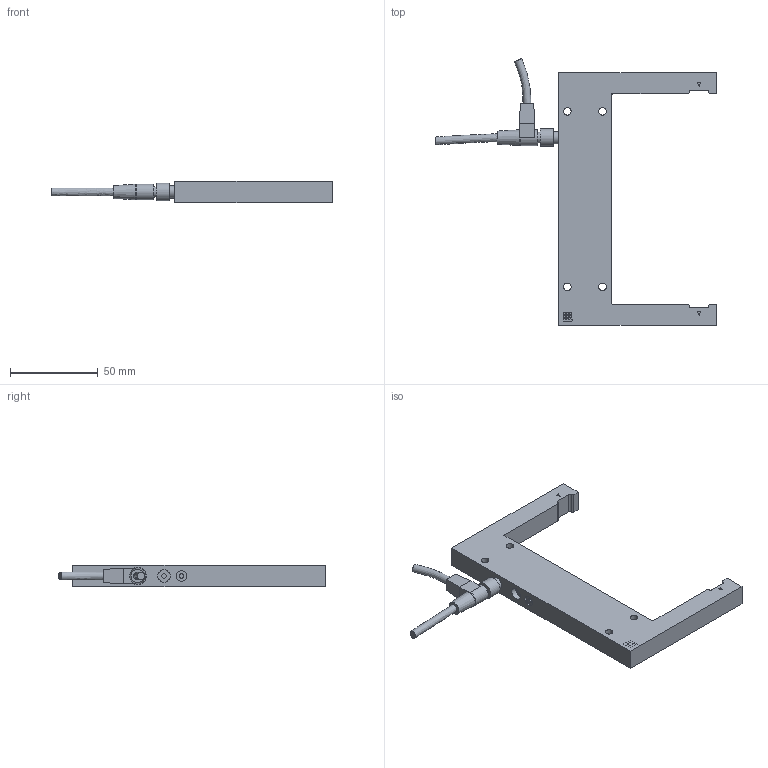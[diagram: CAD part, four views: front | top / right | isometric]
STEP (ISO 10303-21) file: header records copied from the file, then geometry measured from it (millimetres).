
FILE_DESCRIPTION(/* description */ (''),/* implementation_level */ '2;1');
FILE_NAME(/* name */ 'OGU_120.stp',/* time_stamp */ '2015-07-22T12:41:16+02:00',/* author */ ('lck'),/* organization */ (''),/* preprocessor_version */ 'ST-DEVELOPER v15.6',/* originating_system */ 'Autodesk Inventor 2015',/* authorisation */ '');
FILE_SCHEMA (('AUTOMOTIVE_DESIGN { 1 0 10303 214 3 1 1 }'));
Length unit declared in the file: millimetre
Products named in the file (5): OGU 120_121; Steckeranschlu݀; Stecker_gerade; Stecker_abgewinkelt; OGU_120
Assembly tree (4 placements, depth 2):
  OGU_120
    OGU 120_121
    Steckeranschlu݀
    Stecker_gerade
    Stecker_abgewinkelt
Bounding box: 160.21 x 152.09 x 12 mm (x, y, z)
Volume: 73540.3 mm3; surface area: 22805.2 mm2
Topology: 4 solids, 4 shells, 140 faces, 316 edges, 209 vertices
Faces by surface type: plane 107, cylinder 29, cone 2, bspline 2
Full cylindrical faces by diameter (mm): 2.5 x2, 3 x1, 4.3 x4, 6 x3, 6.5 x1, 7 x2, 8 x1, 9 x2, 10 x2
Entity records: 4126 total; most frequent: CARTESIAN_POINT 868, DIRECTION 648, ORIENTED_EDGE 590, EDGE_CURVE 295, LINE 226, VECTOR 226, AXIS2_PLACEMENT_3D 211, VERTEX_POINT 208
